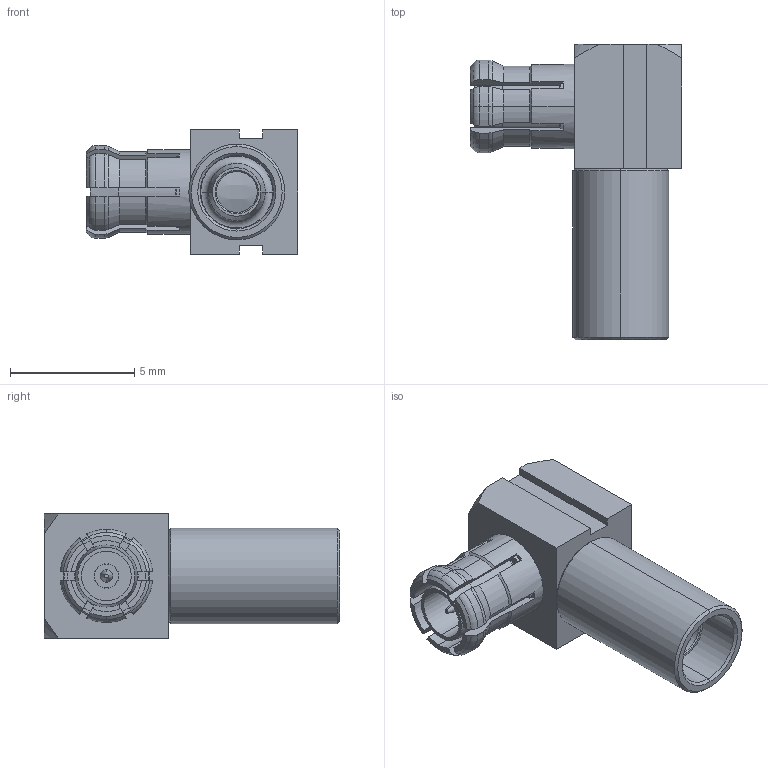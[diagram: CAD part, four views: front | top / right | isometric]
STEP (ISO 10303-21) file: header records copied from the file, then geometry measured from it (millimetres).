
FILE_DESCRIPTION (( 'STEP AP203' ), '1' );
FILE_NAME ('8955-1521-003.STEP', '2012-06-04T12:24:56', ( '' ), ( '' ), 'SwSTEP 2.0', 'SolidWorks 2011', '' );
FILE_SCHEMA (( 'CONFIG_CONTROL_DESIGN' ));
Length unit declared in the file: inch
Products named in the file (1): 8955-1521-003
Bounding box: 8.51 x 11.9 x 5 mm (x, y, z)
Volume: 169.1 mm3; surface area: 491.2 mm2
Topology: 2 solids, 2 shells, 198 faces, 536 edges, 349 vertices
Faces by surface type: plane 70, cylinder 58, cone 54, torus 16
Entity records: 6476 total; most frequent: CARTESIAN_POINT 1380, ORIENTED_EDGE 1072, DIRECTION 1055, EDGE_CURVE 536, AXIS2_PLACEMENT_3D 402, VERTEX_POINT 349, LINE 251, VECTOR 251
